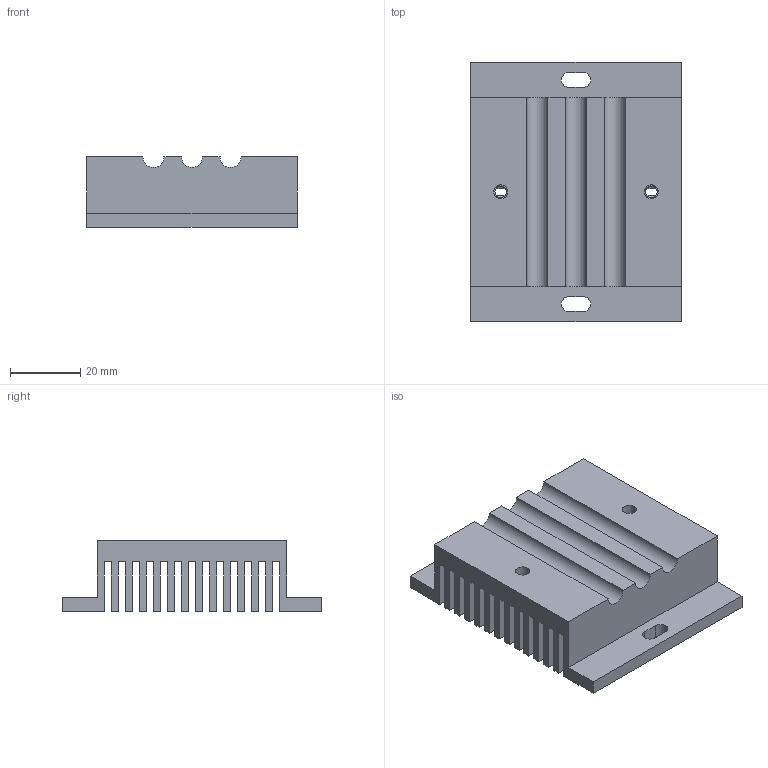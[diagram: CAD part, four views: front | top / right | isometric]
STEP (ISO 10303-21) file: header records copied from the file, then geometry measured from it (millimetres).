
FILE_DESCRIPTION (( 'STEP AP203' ), '1' );
FILE_NAME ('13-018268.step', '2022-02-21T15:49:54', ( '' ), ( '' ), 'SwSTEP 2.0', 'SolidWorks 2021', '' );
FILE_SCHEMA (( 'CONFIG_CONTROL_DESIGN' ));
Length unit declared in the file: millimetre
Products named in the file (1): 13-018268
Bounding box: 60 x 74 x 20 mm (x, y, z)
Volume: 45074.3 mm3; surface area: 35348.7 mm2
Topology: 1 solids, 1 shells, 94 faces, 276 edges, 184 vertices
Faces by surface type: plane 73, cylinder 17, cone 4
Entity records: 3231 total; most frequent: CARTESIAN_POINT 599, ORIENTED_EDGE 552, DIRECTION 504, EDGE_CURVE 276, VECTOR 230, LINE 230, VERTEX_POINT 184, AXIS2_PLACEMENT_3D 137
